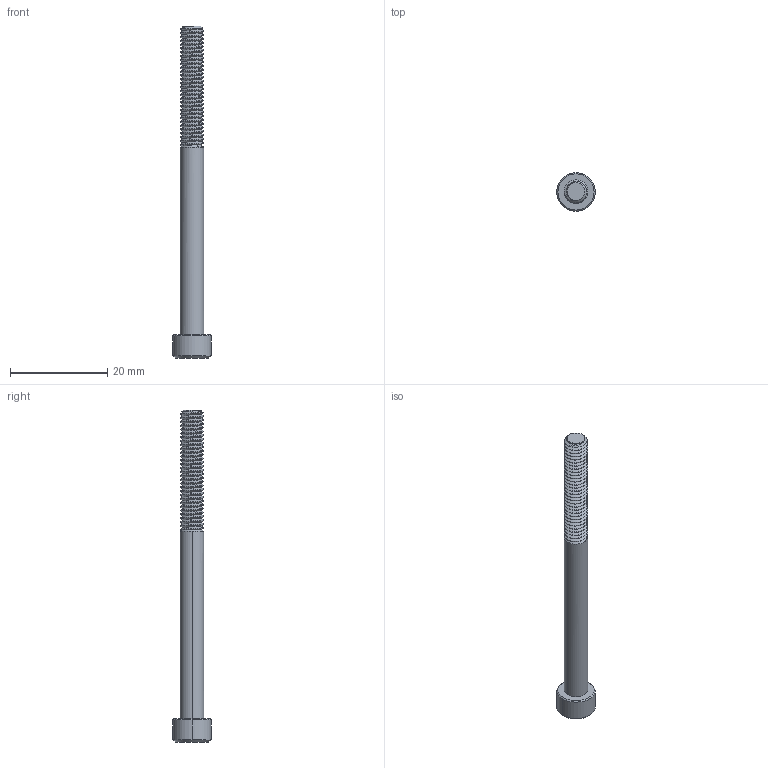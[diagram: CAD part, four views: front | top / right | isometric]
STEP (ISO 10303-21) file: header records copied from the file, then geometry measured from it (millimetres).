
FILE_DESCRIPTION (( 'STEP AP214' ), '1' );
FILE_NAME ('WCP-0270 Rev1.step', '2022-12-20T23:19:21', ( '' ), ( '' ), 'SwSTEP 2.0', 'SolidWorks 2020', '' );
FILE_SCHEMA (( 'AUTOMOTIVE_DESIGN' ));
Length unit declared in the file: inch
Products named in the file (1): WCP-0270 Rev1
Bounding box: 7.92 x 7.92 x 68.33 mm (x, y, z)
Volume: 1267.6 mm3; surface area: 1410.6 mm2
Topology: 1 solids, 1 shells, 158 faces, 442 edges, 288 vertices
Faces by surface type: cylinder 129, cone 17, plane 10, bspline 2
Entity records: 8292 total; most frequent: CARTESIAN_POINT 4959, ORIENTED_EDGE 884, DIRECTION 516, EDGE_CURVE 442, VERTEX_POINT 288, AXIS2_PLACEMENT_3D 183, EDGE_LOOP 160, FACE_OUTER_BOUND 158
